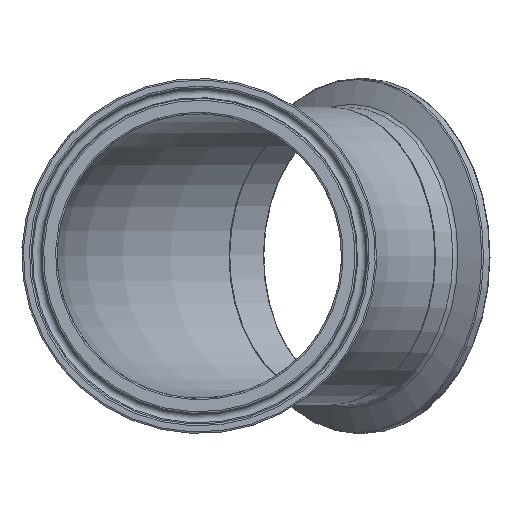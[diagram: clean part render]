
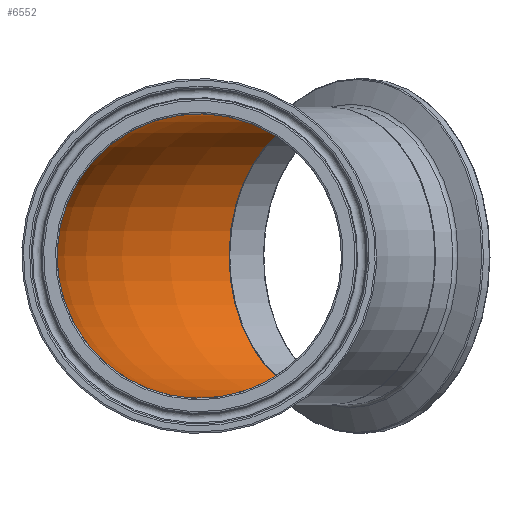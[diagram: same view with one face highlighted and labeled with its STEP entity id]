
A CAD part, front view. The second image highlights one B-rep face of the part: STEP entity #6552.
In plain terms, the highlighted toroidal (fillet/blend) face has major radius 114.3 mm and minor radius 36.449 mm.
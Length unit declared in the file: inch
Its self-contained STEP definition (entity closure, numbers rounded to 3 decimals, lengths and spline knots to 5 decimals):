
#63=CIRCLE('',#6799,1.435);
#64=CIRCLE('',#6800,1.435);
#137=FACE_BOUND('',#1887,.T.);
#1441=FACE_OUTER_BOUND('',#1886,.T.);
#1886=EDGE_LOOP('',(#6046));
#1887=EDGE_LOOP('',(#6047));
#3163=VERTEX_POINT('',#14798);
#3164=VERTEX_POINT('',#14800);
#4127=EDGE_CURVE('',#3163,#3163,#63,.T.);
#4128=EDGE_CURVE('',#3164,#3164,#64,.T.);
#6046=ORIENTED_EDGE('',*,*,#4127,.F.);
#6047=ORIENTED_EDGE('',*,*,#4128,.F.);
#6105=TOROIDAL_SURFACE('',#6798,4.5,1.435);
#6552=ADVANCED_FACE('',(#1441,#137),#6105,.F.);
#6798=AXIS2_PLACEMENT_3D('',#14797,#7592,#7593);
#6799=AXIS2_PLACEMENT_3D('',#14799,#7594,#7595);
#6800=AXIS2_PLACEMENT_3D('',#14801,#7596,#7597);
#7592=DIRECTION('center_axis',(0.,0.,-1.));
#7593=DIRECTION('ref_axis',(-1.,0.,0.));
#7594=DIRECTION('center_axis',(-0.707,-0.707,0.));
#7595=DIRECTION('ref_axis',(-0.707,0.707,0.));
#7596=DIRECTION('center_axis',(0.,1.,0.));
#7597=DIRECTION('ref_axis',(-1.,0.,0.));
#14797=CARTESIAN_POINT('Origin',(4.5,0.,0.));
#14798=CARTESIAN_POINT('',(0.30332,4.19668,0.));
#14799=CARTESIAN_POINT('Origin',(1.31802,3.18198,0.));
#14800=CARTESIAN_POINT('',(-1.435,0.,0.));
#14801=CARTESIAN_POINT('Origin',(0.,0.,0.));
